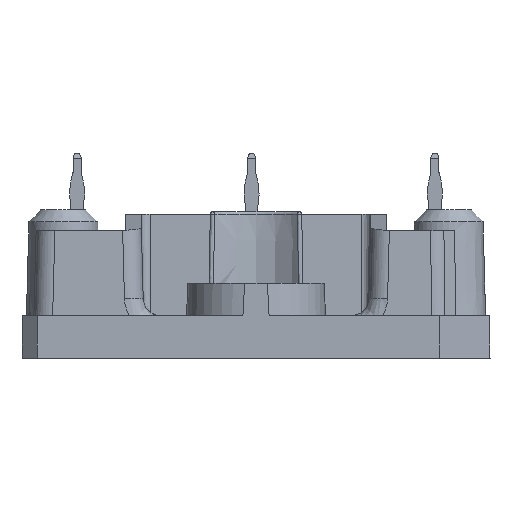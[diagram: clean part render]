
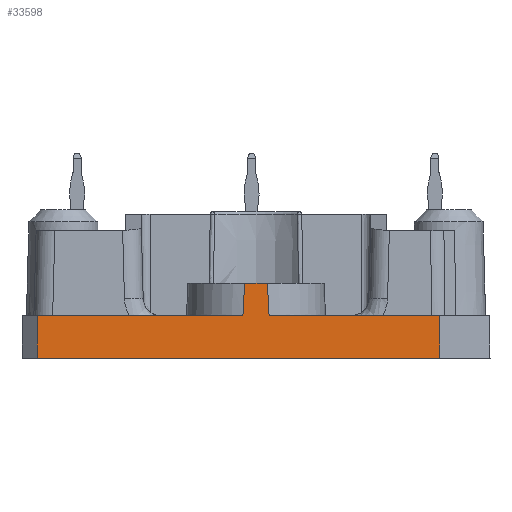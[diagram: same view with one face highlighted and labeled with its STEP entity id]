
A CAD part, left-side view. The second image highlights one B-rep face of the part: STEP entity #33598.
In plain terms, the highlighted planar face has unit normal (-1, 0, 0.018).
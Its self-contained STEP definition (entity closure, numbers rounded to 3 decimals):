
#1651=B_SPLINE_CURVE_WITH_KNOTS('',3,(#46149,#46150,#46151,#46152),
 .UNSPECIFIED.,.F.,.F.,(4,4),(0.,0.003),.UNSPECIFIED.);
#1654=B_SPLINE_CURVE_WITH_KNOTS('',3,(#46170,#46171,#46172,#46173),
 .UNSPECIFIED.,.F.,.F.,(4,4),(0.,0.003),.UNSPECIFIED.);
#3482=ORIENTED_EDGE('',*,*,#10162,.F.);
#3483=ORIENTED_EDGE('',*,*,#10279,.T.);
#3484=ORIENTED_EDGE('',*,*,#10216,.T.);
#3485=ORIENTED_EDGE('',*,*,#10280,.T.);
#3486=ORIENTED_EDGE('',*,*,#10139,.F.);
#3487=ORIENTED_EDGE('',*,*,#10021,.T.);
#3488=ORIENTED_EDGE('',*,*,#10053,.T.);
#3489=ORIENTED_EDGE('',*,*,#10027,.F.);
#10021=EDGE_CURVE('',#13449,#13448,#1651,.T.);
#10027=EDGE_CURVE('',#13453,#13454,#1654,.T.);
#10053=EDGE_CURVE('',#13448,#13454,#15881,.F.);
#10139=EDGE_CURVE('',#13449,#13540,#15918,.F.);
#10162=EDGE_CURVE('',#13558,#13453,#15934,.F.);
#10216=EDGE_CURVE('',#13607,#13606,#15960,.F.);
#10279=EDGE_CURVE('',#13558,#13607,#16008,.F.);
#10280=EDGE_CURVE('',#13606,#13540,#16009,.F.);
#13448=VERTEX_POINT('',#46148);
#13449=VERTEX_POINT('',#46153);
#13453=VERTEX_POINT('',#46169);
#13454=VERTEX_POINT('',#46174);
#13540=VERTEX_POINT('',#46513);
#13558=VERTEX_POINT('',#46563);
#13606=VERTEX_POINT('',#46674);
#13607=VERTEX_POINT('',#46676);
#15881=LINE('',#46252,#18383);
#15918=LINE('',#46512,#18420);
#15934=LINE('',#46564,#18436);
#15960=LINE('',#46675,#18462);
#16008=LINE('',#46801,#18510);
#16009=LINE('',#46802,#18511);
#18383=VECTOR('',#38756,1000.);
#18420=VECTOR('',#38875,1000.);
#18436=VECTOR('',#38907,1000.);
#18462=VECTOR('',#38989,1000.);
#18510=VECTOR('',#39093,1000.);
#18511=VECTOR('',#39094,1000.);
#20654=EDGE_LOOP('',(#3482,#3483,#3484,#3485,#3486,#3487,#3488,#3489));
#22096=FACE_BOUND('',#20654,.T.);
#23351=PLANE('',#35304);
#33598=ADVANCED_FACE('',(#22096),#23351,.T.);
#35304=AXIS2_PLACEMENT_3D('',#46800,#39091,#39092);
#38756=DIRECTION('',(0.,-1.,0.));
#38875=DIRECTION('',(0.,1.,0.));
#38907=DIRECTION('',(0.,1.,0.));
#38989=DIRECTION('',(0.,1.,0.));
#39091=DIRECTION('',(-1.,0.,0.017));
#39092=DIRECTION('',(0.017,0.,1.));
#39093=DIRECTION('',(0.017,-0.017,1.));
#39094=DIRECTION('',(-0.017,-0.007,-1.));
#46148=CARTESIAN_POINT('',(-40.895,-0.913,6.));
#46149=CARTESIAN_POINT('',(-40.941,-1.044,3.4));
#46150=CARTESIAN_POINT('',(-40.926,-1.003,4.267));
#46151=CARTESIAN_POINT('',(-40.91,-0.959,5.133));
#46152=CARTESIAN_POINT('',(-40.895,-0.913,6.));
#46153=CARTESIAN_POINT('',(-40.941,-1.044,3.4));
#46169=CARTESIAN_POINT('',(-40.941,1.044,3.4));
#46170=CARTESIAN_POINT('',(-40.941,1.044,3.4));
#46171=CARTESIAN_POINT('',(-40.926,1.003,4.267));
#46172=CARTESIAN_POINT('',(-40.91,0.959,5.133));
#46173=CARTESIAN_POINT('',(-40.895,0.913,6.));
#46174=CARTESIAN_POINT('',(-40.895,0.913,6.));
#46252=CARTESIAN_POINT('',(-40.895,0.,6.));
#46512=CARTESIAN_POINT('',(-40.941,0.,3.4));
#46513=CARTESIAN_POINT('',(-40.941,-14.675,3.4));
#46563=CARTESIAN_POINT('',(-40.941,17.43,3.4));
#46564=CARTESIAN_POINT('',(-40.941,0.,3.4));
#46674=CARTESIAN_POINT('',(-41.,-14.7,0.));
#46675=CARTESIAN_POINT('',(-41.,0.,0.));
#46676=CARTESIAN_POINT('',(-41.,17.49,0.));
#46800=CARTESIAN_POINT('',(-41.,0.,0.));
#46801=CARTESIAN_POINT('',(-40.995,17.484,0.305));
#46802=CARTESIAN_POINT('',(-40.998,-14.699,0.134));
